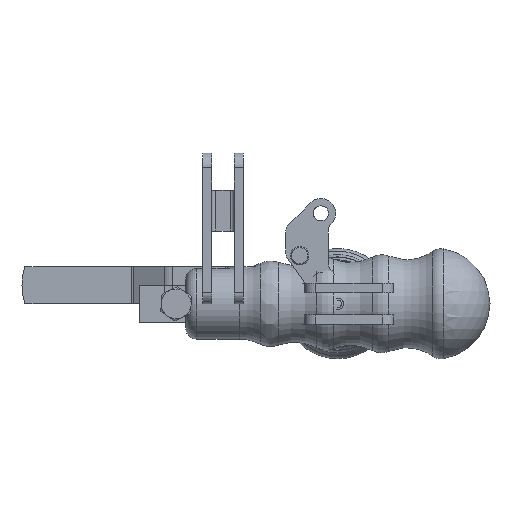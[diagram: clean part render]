
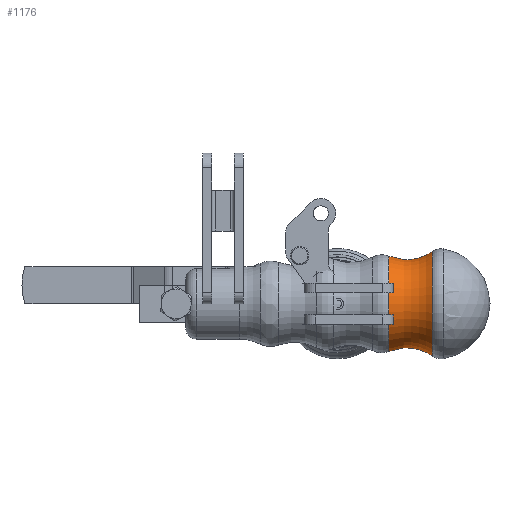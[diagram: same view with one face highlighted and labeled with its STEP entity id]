
A CAD part, front view. The second image highlights one B-rep face of the part: STEP entity #1176.
In plain terms, the highlighted toroidal (fillet/blend) face has major radius 23.856 mm and minor radius 12 mm.
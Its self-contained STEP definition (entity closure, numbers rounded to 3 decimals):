
#1176 = ADVANCED_FACE( '', ( #2690, #2691 ), #2692, .F. );
#2690 = FACE_OUTER_BOUND( '', #4500, .T. );
#2691 = FACE_OUTER_BOUND( '', #4501, .T. );
#2692 = TOROIDAL_SURFACE( '', #4502, 23.856, 12. );
#4500 = EDGE_LOOP( '', ( #7341 ) );
#4501 = EDGE_LOOP( '', ( #7342 ) );
#4502 = AXIS2_PLACEMENT_3D( '', #7343, #7344, #7345 );
#7341 = ORIENTED_EDGE( '', *, *, #8820, .F. );
#7342 = ORIENTED_EDGE( '', *, *, #9419, .T. );
#7343 = CARTESIAN_POINT( '', ( 18.5, 0., 0. ) );
#7344 = DIRECTION( '', ( 1., 0., 0. ) );
#7345 = DIRECTION( '', ( 0., 1., 0. ) );
#8820 = EDGE_CURVE( '', #10309, #10309, #10310, .T. );
#9419 = EDGE_CURVE( '', #11195, #11195, #11196, .T. );
#10309 = VERTEX_POINT( '', #12343 );
#10310 = CIRCLE( '', #12344, 14.101 );
#11195 = VERTEX_POINT( '', #13657 );
#11196 = CIRCLE( '', #13658, 12.828 );
#12343 = CARTESIAN_POINT( '', ( 25.488, 14.101, 0. ) );
#12344 = AXIS2_PLACEMENT_3D( '', #14590, #14591, #14592 );
#13657 = CARTESIAN_POINT( '', ( 13.769, 12.828, 0. ) );
#13658 = AXIS2_PLACEMENT_3D( '', #15360, #15361, #15362 );
#14590 = CARTESIAN_POINT( '', ( 25.488, 0., 0. ) );
#14591 = DIRECTION( '', ( 1., 0., 0. ) );
#14592 = DIRECTION( '', ( 0., 1., 0. ) );
#15360 = CARTESIAN_POINT( '', ( 13.769, 0., 0. ) );
#15361 = DIRECTION( '', ( 1., 0., 0. ) );
#15362 = DIRECTION( '', ( 0., 1., 0. ) );
